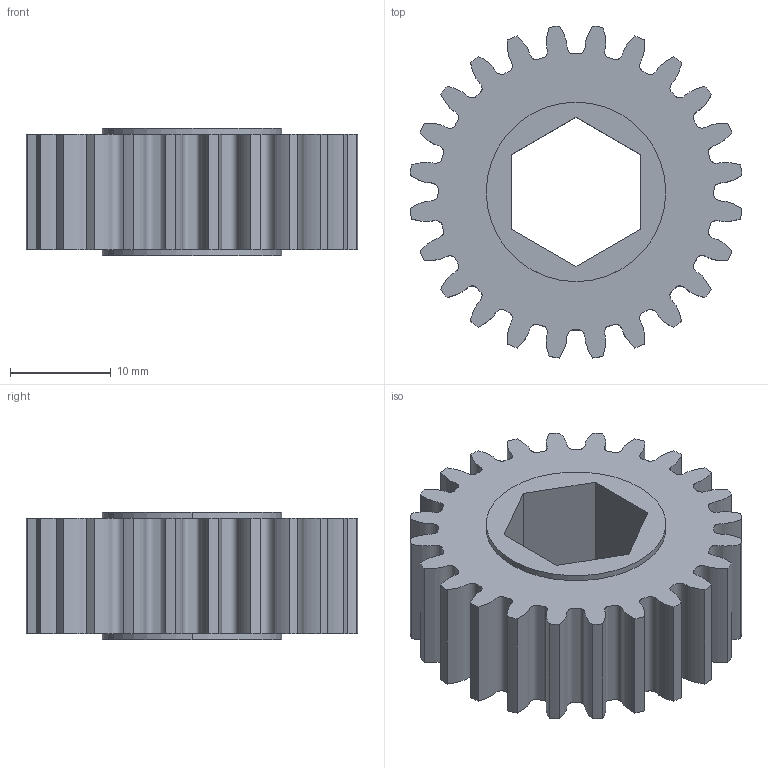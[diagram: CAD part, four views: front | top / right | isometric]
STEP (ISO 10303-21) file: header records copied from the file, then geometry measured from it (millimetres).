
FILE_DESCRIPTION (( 'STEP AP203' ), '1' );
FILE_NAME ('217-2704.20121204.STEP', '2012-12-05T02:58:19', ( 'svradm' ), ( 'Microsoft' ), 'SwSTEP 2.0', 'SolidWorks 2012', '' );
FILE_SCHEMA (( 'CONFIG_CONTROL_DESIGN' ));
Length unit declared in the file: inch
Products named in the file (1): 217-2704.20121204
Bounding box: 32.86 x 32.86 x 12.65 mm (x, y, z)
Volume: 6975.8 mm3; surface area: 3994.7 mm2
Topology: 1 solids, 1 shells, 62 faces, 174 edges, 116 vertices
Faces by surface type: cylinder 28, bspline 24, plane 10
Entity records: 8801 total; most frequent: CARTESIAN_POINT 7225, ORIENTED_EDGE 348, DIRECTION 260, EDGE_CURVE 174, VERTEX_POINT 116, AXIS2_PLACEMENT_3D 95, VECTOR 70, LINE 70
